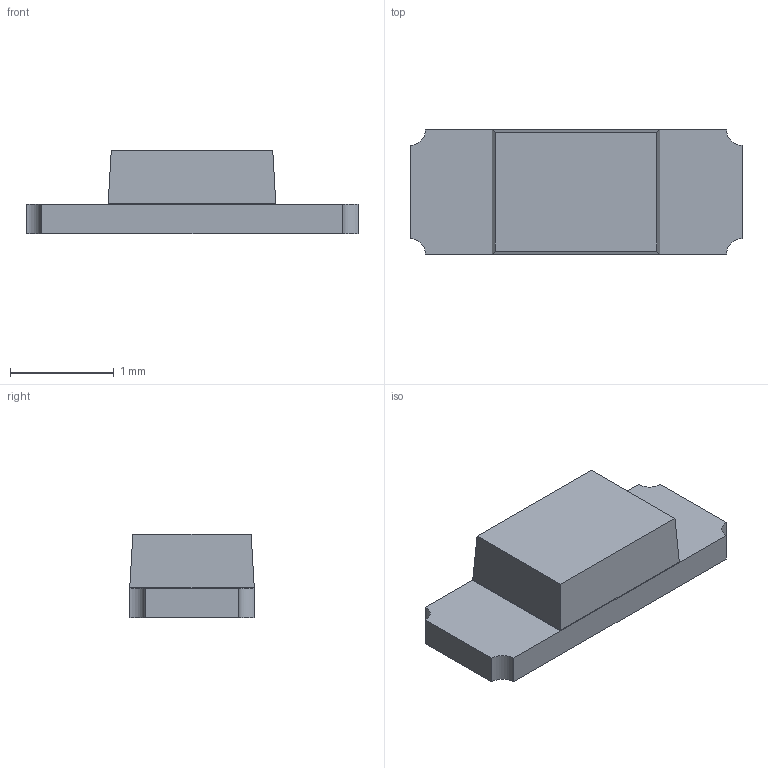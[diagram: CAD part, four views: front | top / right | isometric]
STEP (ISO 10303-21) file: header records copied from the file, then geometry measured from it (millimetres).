
FILE_DESCRIPTION(/* description */ (''),/* implementation_level */ '2;1');
FILE_NAME(/* name */ 'RGB LED v3.step',/* time_stamp */ '2019-12-25T01:45:00+02:00',/* author */ (''),/* organization */ (''),/* preprocessor_version */ 'ST-DEVELOPER v18',/* originating_system */ 'Autodesk Translation Framework v8.12.0.6',/* authorisation */ '');
FILE_SCHEMA (('AUTOMOTIVE_DESIGN { 1 0 10303 214 3 1 1 }'));
Length unit declared in the file: millimetre
Products named in the file (1): RGB LED
Bounding box: 3.2 x 1.2 x 0.8 mm (x, y, z)
Volume: 2 mm3; surface area: 16.5 mm2
Topology: 2 solids, 2 shells, 20 faces, 46 edges, 30 vertices
Faces by surface type: plane 16, cylinder 4
Entity records: 619 total; most frequent: CARTESIAN_POINT 97, DIRECTION 96, ORIENTED_EDGE 92, EDGE_CURVE 46, LINE 38, VECTOR 38, VERTEX_POINT 30, AXIS2_PLACEMENT_3D 29
